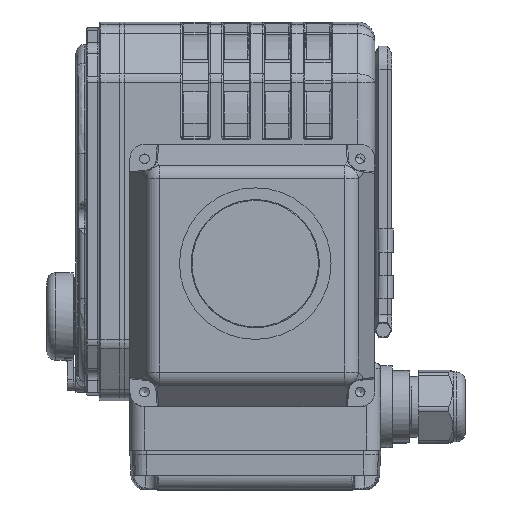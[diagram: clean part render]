
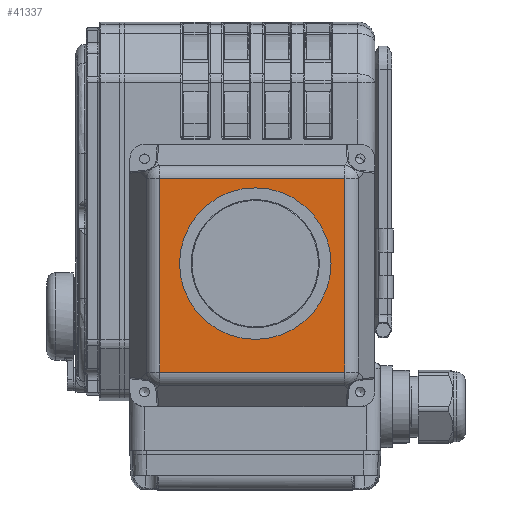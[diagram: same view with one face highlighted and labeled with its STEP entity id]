
A CAD part, top view. The second image highlights one B-rep face of the part: STEP entity #41337.
In plain terms, the highlighted face is planar.
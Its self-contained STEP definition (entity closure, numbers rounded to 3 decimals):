
#1510=PLANE('',#44782);
#3427=CIRCLE('',#44783,26.);
#11322=ORIENTED_EDGE('',*,*,#19713,.F.);
#11323=ORIENTED_EDGE('',*,*,#19686,.T.);
#11324=ORIENTED_EDGE('',*,*,#19698,.T.);
#11325=ORIENTED_EDGE('',*,*,#19700,.F.);
#11326=ORIENTED_EDGE('',*,*,#19697,.F.);
#19686=EDGE_CURVE('',#24393,#24398,#28010,.T.);
#19697=EDGE_CURVE('',#24393,#24390,#28021,.T.);
#19698=EDGE_CURVE('',#24398,#24389,#28022,.T.);
#19700=EDGE_CURVE('',#24390,#24389,#28024,.T.);
#19713=EDGE_CURVE('',#24416,#24416,#3427,.T.);
#24389=VERTEX_POINT('',#72801);
#24390=VERTEX_POINT('',#72805);
#24393=VERTEX_POINT('',#72815);
#24398=VERTEX_POINT('',#72831);
#24416=VERTEX_POINT('',#72935);
#28010=LINE('',#72882,#31104);
#28021=LINE('',#72902,#31115);
#28022=LINE('',#72904,#31116);
#28024=LINE('',#72907,#31118);
#31104=VECTOR('',#53458,1000.);
#31115=VECTOR('',#53479,1000.);
#31116=VECTOR('',#53482,1000.);
#31118=VECTOR('',#53486,1000.);
#33812=EDGE_LOOP('',(#11322));
#33813=EDGE_LOOP('',(#11323,#11324,#11325,#11326));
#36699=FACE_BOUND('',#33812,.T.);
#36700=FACE_BOUND('',#33813,.T.);
#41337=ADVANCED_FACE('',(#36699,#36700),#1510,.F.);
#44782=AXIS2_PLACEMENT_3D('',#72933,#53521,#53522);
#44783=AXIS2_PLACEMENT_3D('',#72934,#53523,#53524);
#53458=DIRECTION('',(0.,0.,-1.));
#53479=DIRECTION('',(-1.,0.,0.));
#53482=DIRECTION('',(-1.,0.,0.));
#53486=DIRECTION('',(0.,0.,-1.));
#53521=DIRECTION('',(0.,-1.,0.));
#53522=DIRECTION('',(0.,0.,-1.));
#53523=DIRECTION('',(0.,1.,0.));
#53524=DIRECTION('',(0.,0.,-1.));
#72801=CARTESIAN_POINT('',(-33.188,25.5,-31.766));
#72805=CARTESIAN_POINT('',(-33.188,25.5,31.766));
#72815=CARTESIAN_POINT('',(33.188,25.5,31.766));
#72831=CARTESIAN_POINT('',(33.188,25.5,-31.766));
#72882=CARTESIAN_POINT('',(33.188,25.5,60.));
#72902=CARTESIAN_POINT('',(60.,25.5,31.766));
#72904=CARTESIAN_POINT('',(60.,25.5,-31.766));
#72907=CARTESIAN_POINT('',(-33.188,25.5,60.));
#72933=CARTESIAN_POINT('',(60.,25.5,-31.766));
#72934=CARTESIAN_POINT('',(-4.,25.5,-1.));
#72935=CARTESIAN_POINT('',(-4.,25.5,-27.));
